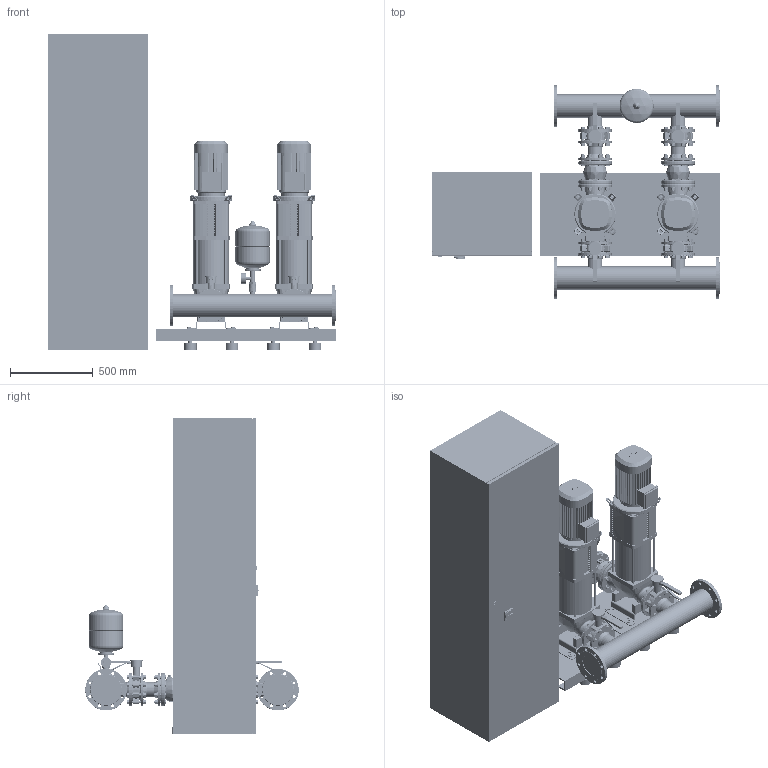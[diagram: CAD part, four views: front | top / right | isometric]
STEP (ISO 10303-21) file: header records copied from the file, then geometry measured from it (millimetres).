
FILE_DESCRIPTION((''),'2;1');
FILE_NAME('3d_COR-2HELIXV5202_K_CC-02-2530709.stp','2016-01-25T07:24:07',(''),(''),'Mechanical Desktop 2009','Mechanical Desktop 2009',', , ');
FILE_SCHEMA(('CONFIG_CONTROL_DESIGN'));
Length unit declared in the file: millimetre
Products named in the file (1): Product
Bounding box: 1730 x 1286 x 1900 mm (x, y, z)
Volume: 717280125 mm3; surface area: 15481998.3 mm2
Topology: 197 solids, 197 shells, 6303 faces, 15809 edges, 10191 vertices
Faces by surface type: bspline 2606, plane 1757, cylinder 1388, torus 326, cone 192, sphere 34
Entity records: 218862 total; most frequent: CARTESIAN_POINT 71658, ORIENTED_EDGE 31546, DIRECTION 28209, EDGE_CURVE 15773, VERTEX_POINT 10188, AXIS2_PLACEMENT_3D 9530, VECTOR 9149, LINE 9149
